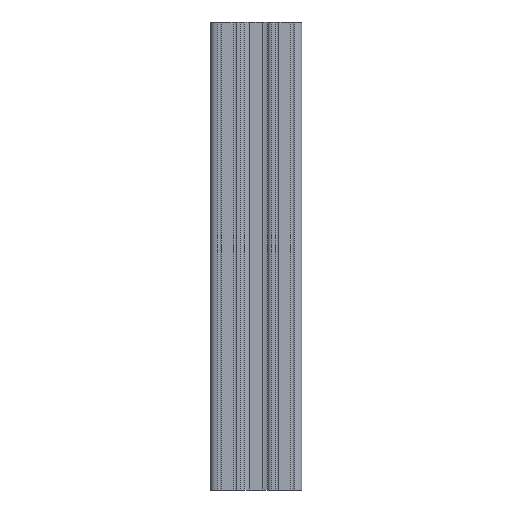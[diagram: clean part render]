
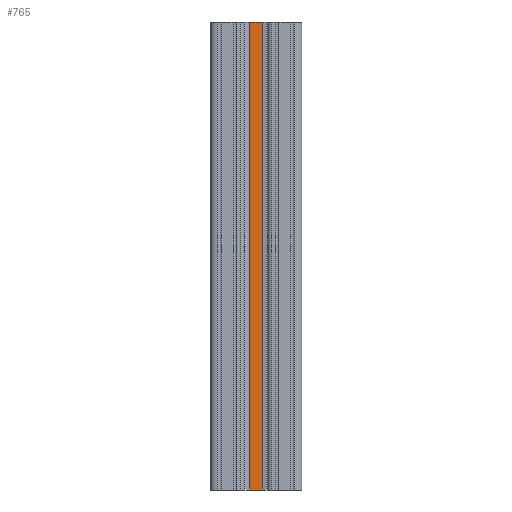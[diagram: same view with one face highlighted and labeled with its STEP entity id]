
A CAD part, front view. The second image highlights one B-rep face of the part: STEP entity #765.
In plain terms, the highlighted planar face has unit normal (0, -1, 0).
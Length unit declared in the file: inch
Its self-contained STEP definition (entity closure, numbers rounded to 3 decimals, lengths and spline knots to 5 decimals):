
#76 = AXIS2_PLACEMENT_3D ( 'NONE', #3024, #2786, #4227 ) ;
#81 = ORIENTED_EDGE ( 'NONE', *, *, #2512, .T. ) ;
#197 = CARTESIAN_POINT ( 'NONE',  ( -2.1083, 2.29254, 6.50515 ) ) ;
#362 = VECTOR ( 'NONE', #1106, 39.37008 ) ;
#664 = VECTOR ( 'NONE', #4166, 39.37008 ) ;
#765 = ADVANCED_FACE ( 'NONE', ( #3153 ), #2439, .F. ) ;
#832 = LINE ( 'NONE', #2274, #2160 ) ;
#904 = DIRECTION ( 'NONE',  ( 0., 0., -1. ) ) ;
#987 = ORIENTED_EDGE ( 'NONE', *, *, #4485, .T. ) ;
#1106 = DIRECTION ( 'NONE',  ( -1., 0., 0. ) ) ;
#1250 = VERTEX_POINT ( 'NONE', #2619 ) ;
#1438 = LINE ( 'NONE', #3575, #362 ) ;
#1935 = CARTESIAN_POINT ( 'NONE',  ( -2.1083, 2.29254, 5.09094 ) ) ;
#2017 = CARTESIAN_POINT ( 'NONE',  ( -1.97372, 2.29254, 5.09094 ) ) ;
#2074 = LINE ( 'NONE', #3453, #664 ) ;
#2160 = VECTOR ( 'NONE', #3654, 39.37008 ) ;
#2221 = CARTESIAN_POINT ( 'NONE',  ( -1.97372, 2.29254, 0. ) ) ;
#2274 = CARTESIAN_POINT ( 'NONE',  ( -1.97372, 2.29254, 6.50515 ) ) ;
#2298 = LINE ( 'NONE', #197, #3479 ) ;
#2439 = PLANE ( 'NONE',  #76 ) ;
#2512 = EDGE_CURVE ( 'NONE', #2878, #1250, #2298, .T. ) ;
#2568 = EDGE_CURVE ( 'NONE', #3746, #2789, #832, .T. ) ;
#2619 = CARTESIAN_POINT ( 'NONE',  ( -2.1083, 2.29254, 0. ) ) ;
#2786 = DIRECTION ( 'NONE',  ( 0., 1., 0. ) ) ;
#2789 = VERTEX_POINT ( 'NONE', #2221 ) ;
#2878 = VERTEX_POINT ( 'NONE', #1935 ) ;
#3024 = CARTESIAN_POINT ( 'NONE',  ( -2.1083, 2.29254, 6.50515 ) ) ;
#3153 = FACE_OUTER_BOUND ( 'NONE', #3481, .T. ) ;
#3263 = EDGE_CURVE ( 'NONE', #3746, #2878, #1438, .T. ) ;
#3453 = CARTESIAN_POINT ( 'NONE',  ( -2.1083, 2.29254, 0. ) ) ;
#3479 = VECTOR ( 'NONE', #904, 39.37008 ) ;
#3481 = EDGE_LOOP ( 'NONE', ( #3625, #3992, #81, #987 ) ) ;
#3575 = CARTESIAN_POINT ( 'NONE',  ( -2.1083, 2.29254, 5.09094 ) ) ;
#3625 = ORIENTED_EDGE ( 'NONE', *, *, #2568, .F. ) ;
#3654 = DIRECTION ( 'NONE',  ( 0., 0., -1. ) ) ;
#3746 = VERTEX_POINT ( 'NONE', #2017 ) ;
#3992 = ORIENTED_EDGE ( 'NONE', *, *, #3263, .T. ) ;
#4166 = DIRECTION ( 'NONE',  ( 1., 0., 0. ) ) ;
#4227 = DIRECTION ( 'NONE',  ( 0., 0., 1. ) ) ;
#4485 = EDGE_CURVE ( 'NONE', #1250, #2789, #2074, .T. ) ;
